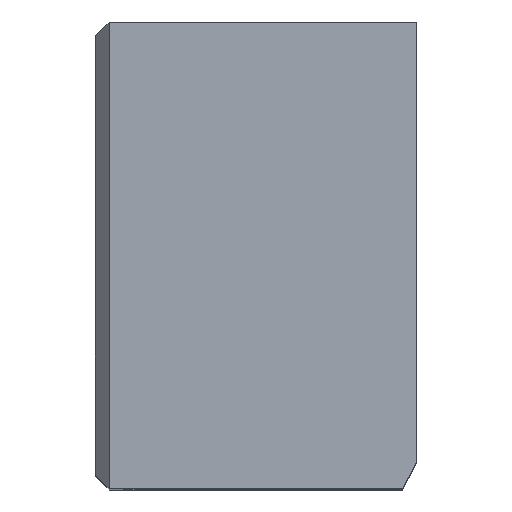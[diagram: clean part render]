
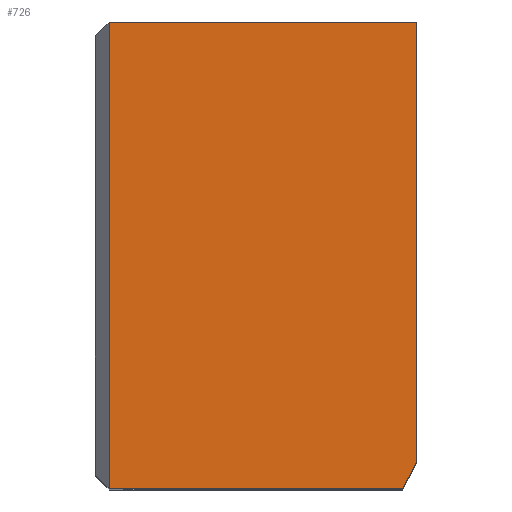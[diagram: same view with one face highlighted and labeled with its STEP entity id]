
A CAD part, top view. The second image highlights one B-rep face of the part: STEP entity #726.
In plain terms, the highlighted planar face has unit normal (0, 0, 1).
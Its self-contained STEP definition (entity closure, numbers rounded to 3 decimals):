
#24=FACE_OUTER_BOUND('',#62,.T.);
#62=EDGE_LOOP('',(#515,#516,#517,#518,#519));
#91=LINE('',#993,#195);
#99=LINE('',#1009,#203);
#119=LINE('',#1047,#223);
#123=LINE('',#1056,#227);
#124=LINE('',#1057,#228);
#195=VECTOR('',#811,10.);
#203=VECTOR('',#823,10.);
#223=VECTOR('',#851,10.);
#227=VECTOR('',#861,10.);
#228=VECTOR('',#862,10.);
#299=VERTEX_POINT('',#991);
#300=VERTEX_POINT('',#992);
#306=VERTEX_POINT('',#1008);
#319=VERTEX_POINT('',#1040);
#322=VERTEX_POINT('',#1055);
#367=EDGE_CURVE('',#299,#300,#91,.T.);
#375=EDGE_CURVE('',#300,#306,#99,.T.);
#395=EDGE_CURVE('',#306,#319,#119,.T.);
#399=EDGE_CURVE('',#322,#299,#123,.T.);
#400=EDGE_CURVE('',#319,#322,#124,.T.);
#515=ORIENTED_EDGE('',*,*,#367,.F.);
#516=ORIENTED_EDGE('',*,*,#399,.F.);
#517=ORIENTED_EDGE('',*,*,#400,.F.);
#518=ORIENTED_EDGE('',*,*,#395,.F.);
#519=ORIENTED_EDGE('',*,*,#375,.F.);
#688=PLANE('',#778);
#726=ADVANCED_FACE('',(#24),#688,.T.);
#778=AXIS2_PLACEMENT_3D('',#1054,#859,#860);
#811=DIRECTION('',(-0.447,-0.894,0.));
#823=DIRECTION('',(-1.,0.,0.));
#851=DIRECTION('',(0.,1.,0.));
#859=DIRECTION('center_axis',(0.,0.,1.));
#860=DIRECTION('ref_axis',(0.,1.,0.));
#861=DIRECTION('',(0.,-1.,0.));
#862=DIRECTION('',(1.,0.,0.));
#991=CARTESIAN_POINT('',(10.7,2.,25.1));
#992=CARTESIAN_POINT('',(9.7,0.,25.1));
#993=CARTESIAN_POINT('',(7.91,-3.58,25.1));
#1008=CARTESIAN_POINT('',(-11.7,0.,25.1));
#1009=CARTESIAN_POINT('',(-10.7,0.,25.1));
#1040=CARTESIAN_POINT('',(-11.7,34.,25.1));
#1047=CARTESIAN_POINT('',(-11.7,8.5,25.1));
#1054=CARTESIAN_POINT('Origin',(-10.7,0.,25.1));
#1055=CARTESIAN_POINT('',(10.7,34.,25.1));
#1056=CARTESIAN_POINT('',(10.7,0.,25.1));
#1057=CARTESIAN_POINT('',(0.,34.,25.1));
